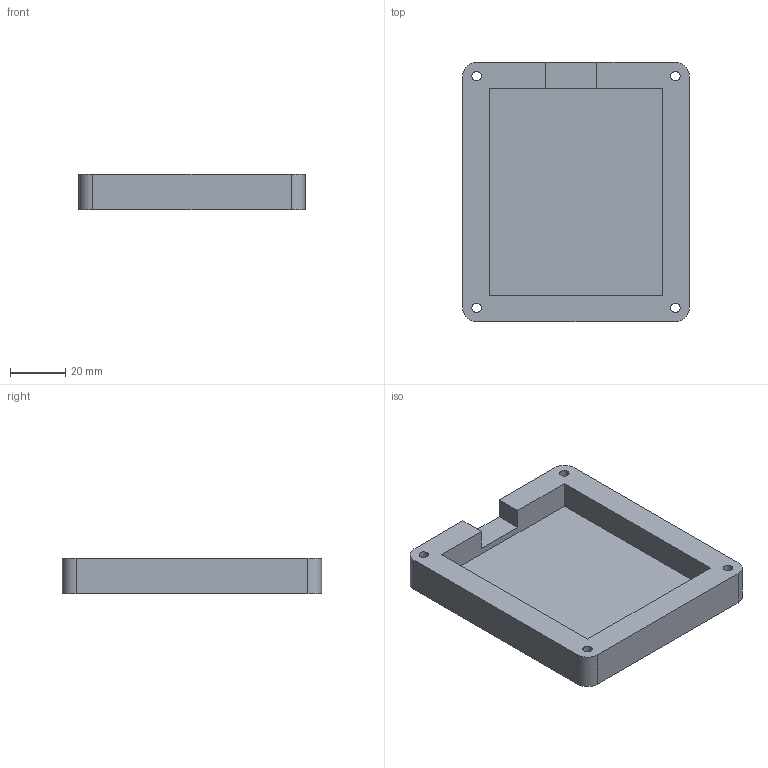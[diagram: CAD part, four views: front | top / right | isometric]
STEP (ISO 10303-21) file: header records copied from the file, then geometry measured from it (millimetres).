
FILE_DESCRIPTION(/* description */ (''),/* implementation_level */ '2;1');
FILE_NAME(/* name */ 'hackpad base_.step',/* time_stamp */ '2025-12-27T00:16:58+05:30',/* author */ (''),/* organization */ (''),/* preprocessor_version */ 'ST-DEVELOPER v20.1',/* originating_system */ 'Autodesk Translation Framework v14.21.0.0',/* authorisation */ '');
FILE_SCHEMA (('AUTOMOTIVE_DESIGN { 1 0 10303 214 3 1 1 }'));
Length unit declared in the file: millimetre
Products named in the file (1): 2025-12-26-17-25-43-435
Bounding box: 81.91 x 93.82 x 13 mm (x, y, z)
Volume: 50521.3 mm3; surface area: 23011.5 mm2
Topology: 1 solids, 1 shells, 106 faces, 282 edges, 188 vertices
Faces by surface type: plane 66, bspline 28, cylinder 12
Full cylindrical faces by diameter (mm): 3.4 x4, 6 x4
Entity records: 3579 total; most frequent: CARTESIAN_POINT 1053, ORIENTED_EDGE 564, DIRECTION 408, EDGE_CURVE 282, LINE 202, VECTOR 202, VERTEX_POINT 188, EDGE_LOOP 124
